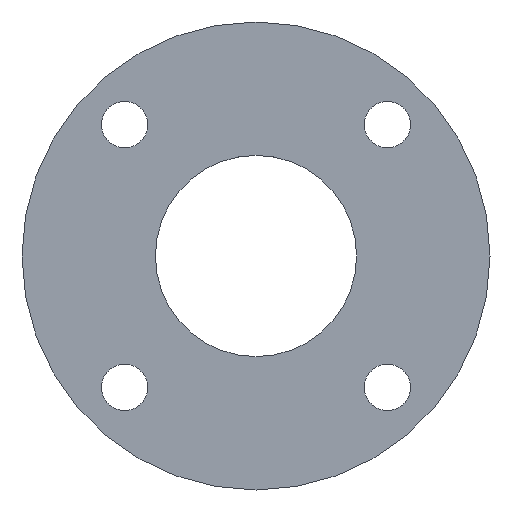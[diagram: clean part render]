
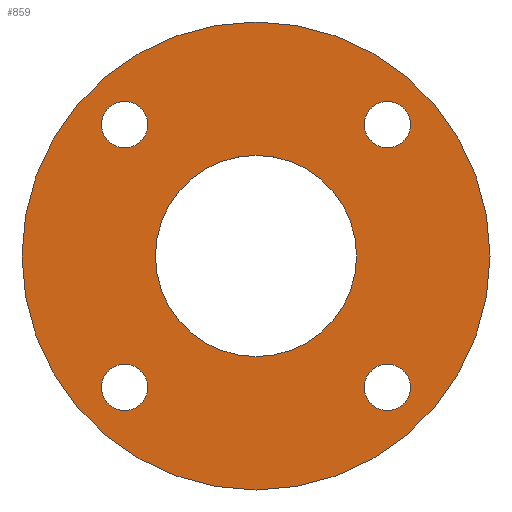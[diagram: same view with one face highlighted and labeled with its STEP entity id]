
A CAD part, front view. The second image highlights one B-rep face of the part: STEP entity #859.
In plain terms, the highlighted planar face has unit normal (0, -1, 0).
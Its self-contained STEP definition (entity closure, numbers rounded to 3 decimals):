
#4 = DIRECTION ( 'NONE',  ( 0., 0., -1. ) ) ;
#7 = FACE_BOUND ( 'NONE', #547, .T. ) ;
#38 = DIRECTION ( 'NONE',  ( 0., -1., 0. ) ) ;
#59 = CARTESIAN_POINT ( 'NONE',  ( 0., -10., 0. ) ) ;
#63 = ORIENTED_EDGE ( 'NONE', *, *, #924, .F. ) ;
#92 = CIRCLE ( 'NONE', #641, 5.65 ) ;
#93 = ORIENTED_EDGE ( 'NONE', *, *, #503, .T. ) ;
#155 = DIRECTION ( 'NONE',  ( 0., 0., -1. ) ) ;
#158 = CARTESIAN_POINT ( 'NONE',  ( 32., -10., -32. ) ) ;
#159 = AXIS2_PLACEMENT_3D ( 'NONE', #991, #577, #1404 ) ;
#165 = VERTEX_POINT ( 'NONE', #366 ) ;
#169 = DIRECTION ( 'NONE',  ( 0., -1., 0. ) ) ;
#192 = CARTESIAN_POINT ( 'NONE',  ( -32., -10., -32. ) ) ;
#194 = VERTEX_POINT ( 'NONE', #1176 ) ;
#201 = EDGE_CURVE ( 'NONE', #788, #906, #1345, .T. ) ;
#220 = CIRCLE ( 'NONE', #490, 24.5 ) ;
#243 = CARTESIAN_POINT ( 'NONE',  ( 0., -10., 0. ) ) ;
#271 = DIRECTION ( 'NONE',  ( 0., -1., 0. ) ) ;
#278 = VERTEX_POINT ( 'NONE', #1366 ) ;
#325 = FACE_BOUND ( 'NONE', #800, .T. ) ;
#328 = DIRECTION ( 'NONE',  ( 0., 0., -1. ) ) ;
#330 = CARTESIAN_POINT ( 'NONE',  ( 0., -10., 0. ) ) ;
#343 = ORIENTED_EDGE ( 'NONE', *, *, #1703, .T. ) ;
#366 = CARTESIAN_POINT ( 'NONE',  ( 0., -10., 24.5 ) ) ;
#386 = EDGE_LOOP ( 'NONE', ( #93, #343 ) ) ;
#395 = CARTESIAN_POINT ( 'NONE',  ( 32., -10., 32. ) ) ;
#396 = AXIS2_PLACEMENT_3D ( 'NONE', #192, #710, #328 ) ;
#400 = FACE_BOUND ( 'NONE', #1692, .T. ) ;
#414 = DIRECTION ( 'NONE',  ( 0., 0., -1. ) ) ;
#420 = DIRECTION ( 'NONE',  ( 0., -1., 0. ) ) ;
#426 = CARTESIAN_POINT ( 'NONE',  ( 32., -10., 26.35 ) ) ;
#450 = DIRECTION ( 'NONE',  ( 0., 0., -1. ) ) ;
#466 = DIRECTION ( 'NONE',  ( 0., -1., 0. ) ) ;
#469 = EDGE_CURVE ( 'NONE', #1553, #1125, #799, .T. ) ;
#490 = AXIS2_PLACEMENT_3D ( 'NONE', #59, #1130, #1256 ) ;
#500 = CARTESIAN_POINT ( 'NONE',  ( 32., -10., -37.65 ) ) ;
#503 = EDGE_CURVE ( 'NONE', #278, #669, #1467, .T. ) ;
#505 = ORIENTED_EDGE ( 'NONE', *, *, #1023, .F. ) ;
#513 = AXIS2_PLACEMENT_3D ( 'NONE', #701, #1086, #414 ) ;
#514 = EDGE_CURVE ( 'NONE', #1125, #1553, #590, .T. ) ;
#547 = EDGE_LOOP ( 'NONE', ( #1618, #1743 ) ) ;
#577 = DIRECTION ( 'NONE',  ( 0., -1., 0. ) ) ;
#583 = EDGE_CURVE ( 'NONE', #194, #165, #1718, .T. ) ;
#586 = CARTESIAN_POINT ( 'NONE',  ( 32., -10., 37.65 ) ) ;
#589 = EDGE_CURVE ( 'NONE', #1720, #1026, #758, .T. ) ;
#590 = CIRCLE ( 'NONE', #396, 5.65 ) ;
#597 = CARTESIAN_POINT ( 'NONE',  ( 0., -10., 0. ) ) ;
#599 = PLANE ( 'NONE',  #787 ) ;
#641 = AXIS2_PLACEMENT_3D ( 'NONE', #849, #169, #155 ) ;
#662 = DIRECTION ( 'NONE',  ( 0., -1., 0. ) ) ;
#669 = VERTEX_POINT ( 'NONE', #1547 ) ;
#677 = VERTEX_POINT ( 'NONE', #586 ) ;
#682 = CARTESIAN_POINT ( 'NONE',  ( -32., -10., 26.35 ) ) ;
#687 = DIRECTION ( 'NONE',  ( 0., 0., -1. ) ) ;
#689 = DIRECTION ( 'NONE',  ( 0., 0., -1. ) ) ;
#698 = AXIS2_PLACEMENT_3D ( 'NONE', #1083, #271, #689 ) ;
#701 = CARTESIAN_POINT ( 'NONE',  ( -32., -10., -32. ) ) ;
#710 = DIRECTION ( 'NONE',  ( 0., -1., 0. ) ) ;
#727 = DIRECTION ( 'NONE',  ( 0., -1., 0. ) ) ;
#747 = CIRCLE ( 'NONE', #698, 5.65 ) ;
#758 = CIRCLE ( 'NONE', #159, 5.65 ) ;
#759 = CARTESIAN_POINT ( 'NONE',  ( 32., -10., -26.35 ) ) ;
#787 = AXIS2_PLACEMENT_3D ( 'NONE', #243, #1598, #1606 ) ;
#788 = VERTEX_POINT ( 'NONE', #500 ) ;
#797 = ORIENTED_EDGE ( 'NONE', *, *, #1164, .F. ) ;
#799 = CIRCLE ( 'NONE', #513, 5.65 ) ;
#800 = EDGE_LOOP ( 'NONE', ( #1562, #1111 ) ) ;
#849 = CARTESIAN_POINT ( 'NONE',  ( 32., -10., 32. ) ) ;
#859 = ADVANCED_FACE ( 'NONE', ( #325, #1443, #1005, #1045, #7, #400 ), #599, .T. ) ;
#897 = CIRCLE ( 'NONE', #1428, 5.65 ) ;
#906 = VERTEX_POINT ( 'NONE', #759 ) ;
#924 = EDGE_CURVE ( 'NONE', #677, #1567, #985, .T. ) ;
#972 = AXIS2_PLACEMENT_3D ( 'NONE', #1536, #38, #687 ) ;
#985 = CIRCLE ( 'NONE', #1577, 5.65 ) ;
#991 = CARTESIAN_POINT ( 'NONE',  ( -32., -10., 32. ) ) ;
#1002 = DIRECTION ( 'NONE',  ( 0., 0., -1. ) ) ;
#1005 = FACE_OUTER_BOUND ( 'NONE', #386, .T. ) ;
#1019 = EDGE_CURVE ( 'NONE', #906, #788, #897, .T. ) ;
#1023 = EDGE_CURVE ( 'NONE', #1026, #1720, #747, .T. ) ;
#1026 = VERTEX_POINT ( 'NONE', #682 ) ;
#1028 = ORIENTED_EDGE ( 'NONE', *, *, #589, .F. ) ;
#1036 = ORIENTED_EDGE ( 'NONE', *, *, #583, .F. ) ;
#1045 = FACE_BOUND ( 'NONE', #1749, .T. ) ;
#1083 = CARTESIAN_POINT ( 'NONE',  ( -32., -10., 32. ) ) ;
#1086 = DIRECTION ( 'NONE',  ( 0., -1., 0. ) ) ;
#1109 = AXIS2_PLACEMENT_3D ( 'NONE', #1302, #466, #1439 ) ;
#1111 = ORIENTED_EDGE ( 'NONE', *, *, #201, .F. ) ;
#1125 = VERTEX_POINT ( 'NONE', #1676 ) ;
#1130 = DIRECTION ( 'NONE',  ( 0., -1., 0. ) ) ;
#1140 = EDGE_LOOP ( 'NONE', ( #63, #1717 ) ) ;
#1164 = EDGE_CURVE ( 'NONE', #165, #194, #220, .T. ) ;
#1176 = CARTESIAN_POINT ( 'NONE',  ( 0., -10., -24.5 ) ) ;
#1253 = CARTESIAN_POINT ( 'NONE',  ( -32., -10., -26.35 ) ) ;
#1256 = DIRECTION ( 'NONE',  ( 0., 0., -1. ) ) ;
#1302 = CARTESIAN_POINT ( 'NONE',  ( 0., -10., 0. ) ) ;
#1345 = CIRCLE ( 'NONE', #972, 5.65 ) ;
#1366 = CARTESIAN_POINT ( 'NONE',  ( 0., -10., 57. ) ) ;
#1404 = DIRECTION ( 'NONE',  ( 0., 0., -1. ) ) ;
#1428 = AXIS2_PLACEMENT_3D ( 'NONE', #158, #420, #1647 ) ;
#1432 = CIRCLE ( 'NONE', #1109, 57. ) ;
#1439 = DIRECTION ( 'NONE',  ( 0., 0., -1. ) ) ;
#1443 = FACE_BOUND ( 'NONE', #1140, .T. ) ;
#1467 = CIRCLE ( 'NONE', #1512, 57. ) ;
#1512 = AXIS2_PLACEMENT_3D ( 'NONE', #330, #1706, #1002 ) ;
#1536 = CARTESIAN_POINT ( 'NONE',  ( 32., -10., -32. ) ) ;
#1547 = CARTESIAN_POINT ( 'NONE',  ( 0., -10., -57. ) ) ;
#1553 = VERTEX_POINT ( 'NONE', #1253 ) ;
#1562 = ORIENTED_EDGE ( 'NONE', *, *, #1019, .F. ) ;
#1567 = VERTEX_POINT ( 'NONE', #426 ) ;
#1571 = CARTESIAN_POINT ( 'NONE',  ( -32., -10., 37.65 ) ) ;
#1577 = AXIS2_PLACEMENT_3D ( 'NONE', #395, #662, #4 ) ;
#1598 = DIRECTION ( 'NONE',  ( 0., -1., 0. ) ) ;
#1603 = AXIS2_PLACEMENT_3D ( 'NONE', #597, #727, #450 ) ;
#1606 = DIRECTION ( 'NONE',  ( 0., 0., -1. ) ) ;
#1614 = EDGE_CURVE ( 'NONE', #1567, #677, #92, .T. ) ;
#1618 = ORIENTED_EDGE ( 'NONE', *, *, #469, .F. ) ;
#1647 = DIRECTION ( 'NONE',  ( 0., 0., -1. ) ) ;
#1676 = CARTESIAN_POINT ( 'NONE',  ( -32., -10., -37.65 ) ) ;
#1692 = EDGE_LOOP ( 'NONE', ( #1036, #797 ) ) ;
#1703 = EDGE_CURVE ( 'NONE', #669, #278, #1432, .T. ) ;
#1706 = DIRECTION ( 'NONE',  ( 0., -1., 0. ) ) ;
#1717 = ORIENTED_EDGE ( 'NONE', *, *, #1614, .F. ) ;
#1718 = CIRCLE ( 'NONE', #1603, 24.5 ) ;
#1720 = VERTEX_POINT ( 'NONE', #1571 ) ;
#1743 = ORIENTED_EDGE ( 'NONE', *, *, #514, .F. ) ;
#1749 = EDGE_LOOP ( 'NONE', ( #1028, #505 ) ) ;
